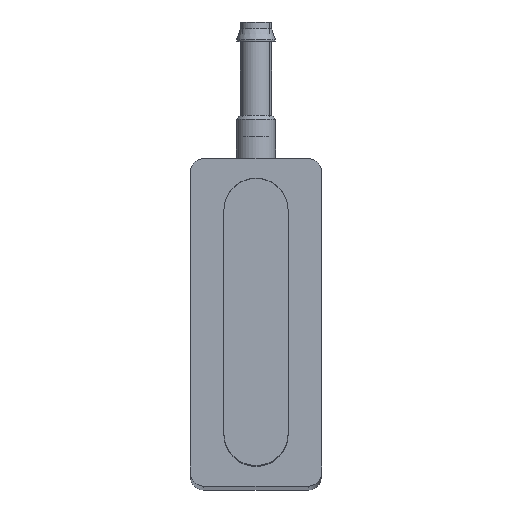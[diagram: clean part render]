
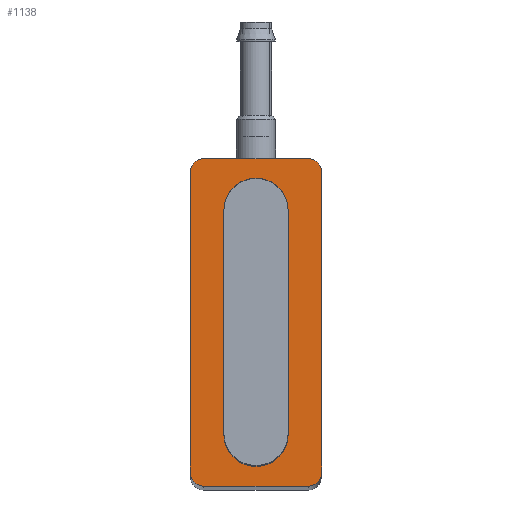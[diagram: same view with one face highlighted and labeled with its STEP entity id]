
A CAD part, top view. The second image highlights one B-rep face of the part: STEP entity #1138.
In plain terms, the highlighted planar face has unit normal (0, 0, 1).
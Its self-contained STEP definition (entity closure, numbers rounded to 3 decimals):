
#49=PLANE('',#1260);
#72=CIRCLE('',#1214,1.);
#73=CIRCLE('',#1220,1.);
#74=CIRCLE('',#1223,1.);
#76=CIRCLE('',#1230,1.);
#89=CIRCLE('',#1261,2.45);
#90=CIRCLE('',#1262,2.45);
#131=LINE('',#1728,#223);
#137=LINE('',#1755,#229);
#155=LINE('',#1805,#247);
#156=LINE('',#1809,#248);
#171=LINE('',#1850,#263);
#172=LINE('',#1855,#264);
#223=VECTOR('',#1363,1000.);
#229=VECTOR('',#1389,1000.);
#247=VECTOR('',#1439,1000.);
#248=VECTOR('',#1444,1000.);
#263=VECTOR('',#1491,1000.);
#264=VECTOR('',#1494,1000.);
#420=ORIENTED_EDGE('',*,*,#690,.F.);
#421=ORIENTED_EDGE('',*,*,#691,.F.);
#422=ORIENTED_EDGE('',*,*,#692,.F.);
#423=ORIENTED_EDGE('',*,*,#693,.F.);
#424=ORIENTED_EDGE('',*,*,#667,.T.);
#425=ORIENTED_EDGE('',*,*,#623,.T.);
#426=ORIENTED_EDGE('',*,*,#628,.T.);
#427=ORIENTED_EDGE('',*,*,#632,.T.);
#428=ORIENTED_EDGE('',*,*,#669,.T.);
#429=ORIENTED_EDGE('',*,*,#635,.T.);
#430=ORIENTED_EDGE('',*,*,#641,.T.);
#431=ORIENTED_EDGE('',*,*,#645,.T.);
#623=EDGE_CURVE('',#779,#778,#72,.T.);
#628=EDGE_CURVE('',#778,#782,#131,.T.);
#632=EDGE_CURVE('',#782,#785,#73,.T.);
#635=EDGE_CURVE('',#789,#788,#74,.T.);
#641=EDGE_CURVE('',#788,#793,#137,.T.);
#645=EDGE_CURVE('',#793,#796,#76,.T.);
#667=EDGE_CURVE('',#796,#779,#155,.T.);
#669=EDGE_CURVE('',#785,#789,#156,.T.);
#690=EDGE_CURVE('',#821,#822,#171,.T.);
#691=EDGE_CURVE('',#823,#821,#89,.T.);
#692=EDGE_CURVE('',#824,#823,#172,.T.);
#693=EDGE_CURVE('',#822,#824,#90,.T.);
#778=VERTEX_POINT('',#1717);
#779=VERTEX_POINT('',#1719);
#782=VERTEX_POINT('',#1727);
#785=VERTEX_POINT('',#1735);
#788=VERTEX_POINT('',#1742);
#789=VERTEX_POINT('',#1744);
#793=VERTEX_POINT('',#1754);
#796=VERTEX_POINT('',#1762);
#821=VERTEX_POINT('',#1851);
#822=VERTEX_POINT('',#1852);
#823=VERTEX_POINT('',#1854);
#824=VERTEX_POINT('',#1856);
#919=EDGE_LOOP('',(#420,#421,#422,#423));
#920=EDGE_LOOP('',(#424,#425,#426,#427,#428,#429,#430,#431));
#1017=FACE_BOUND('',#919,.T.);
#1018=FACE_BOUND('',#920,.T.);
#1138=ADVANCED_FACE('',(#1017,#1018),#49,.T.);
#1214=AXIS2_PLACEMENT_3D('',#1718,#1354,#1355);
#1220=AXIS2_PLACEMENT_3D('',#1736,#1371,#1372);
#1223=AXIS2_PLACEMENT_3D('',#1743,#1378,#1379);
#1230=AXIS2_PLACEMENT_3D('',#1763,#1397,#1398);
#1260=AXIS2_PLACEMENT_3D('',#1849,#1489,#1490);
#1261=AXIS2_PLACEMENT_3D('',#1853,#1492,#1493);
#1262=AXIS2_PLACEMENT_3D('',#1857,#1495,#1496);
#1354=DIRECTION('',(0.,0.,1.));
#1355=DIRECTION('',(1.,0.,0.));
#1363=DIRECTION('',(1.,0.,0.));
#1371=DIRECTION('',(0.,0.,1.));
#1372=DIRECTION('',(1.,0.,0.));
#1378=DIRECTION('',(0.,0.,1.));
#1379=DIRECTION('',(1.,0.,0.));
#1389=DIRECTION('',(-1.,0.,0.));
#1397=DIRECTION('',(0.,0.,1.));
#1398=DIRECTION('',(1.,0.,0.));
#1439=DIRECTION('',(0.,-1.,0.));
#1444=DIRECTION('',(0.,1.,0.));
#1489=DIRECTION('',(0.,0.,1.));
#1490=DIRECTION('',(1.,0.,0.));
#1491=DIRECTION('',(0.,-1.,0.));
#1492=DIRECTION('',(0.,0.,1.));
#1493=DIRECTION('',(1.,0.,0.));
#1494=DIRECTION('',(0.,1.,0.));
#1495=DIRECTION('',(0.,0.,1.));
#1496=DIRECTION('',(1.,0.,0.));
#1717=CARTESIAN_POINT('',(-4.,-12.5,192.));
#1718=CARTESIAN_POINT('',(-4.,-11.5,192.));
#1719=CARTESIAN_POINT('',(-5.,-11.5,192.));
#1727=CARTESIAN_POINT('',(4.,-12.5,192.));
#1728=CARTESIAN_POINT('',(-4.,-12.5,192.));
#1735=CARTESIAN_POINT('',(5.,-11.5,192.));
#1736=CARTESIAN_POINT('',(4.,-11.5,192.));
#1742=CARTESIAN_POINT('',(4.,12.5,192.));
#1743=CARTESIAN_POINT('',(4.,11.5,192.));
#1744=CARTESIAN_POINT('',(5.,11.5,192.));
#1754=CARTESIAN_POINT('',(-4.,12.5,192.));
#1755=CARTESIAN_POINT('',(4.,12.5,192.));
#1762=CARTESIAN_POINT('',(-5.,11.5,192.));
#1763=CARTESIAN_POINT('',(-4.,11.5,192.));
#1805=CARTESIAN_POINT('',(-5.,11.5,192.));
#1809=CARTESIAN_POINT('',(5.,-11.5,192.));
#1849=CARTESIAN_POINT('',(-4.,-11.5,192.));
#1850=CARTESIAN_POINT('',(-2.45,8.55,192.));
#1851=CARTESIAN_POINT('',(-2.45,8.55,192.));
#1852=CARTESIAN_POINT('',(-2.45,-8.55,192.));
#1853=CARTESIAN_POINT('',(0.,8.55,192.));
#1854=CARTESIAN_POINT('',(2.45,8.55,192.));
#1855=CARTESIAN_POINT('',(2.45,-8.55,192.));
#1856=CARTESIAN_POINT('',(2.45,-8.55,192.));
#1857=CARTESIAN_POINT('',(0.,-8.55,192.));
